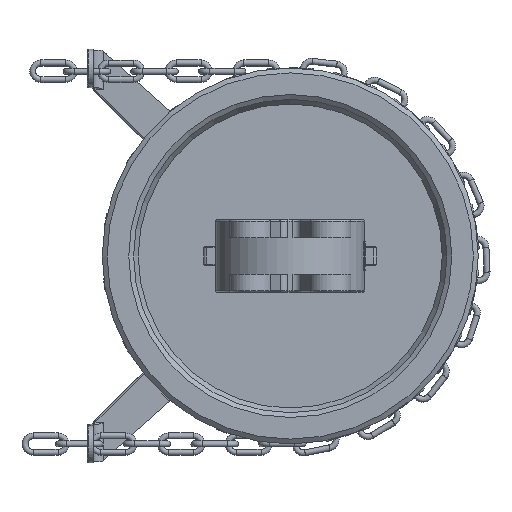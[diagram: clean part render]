
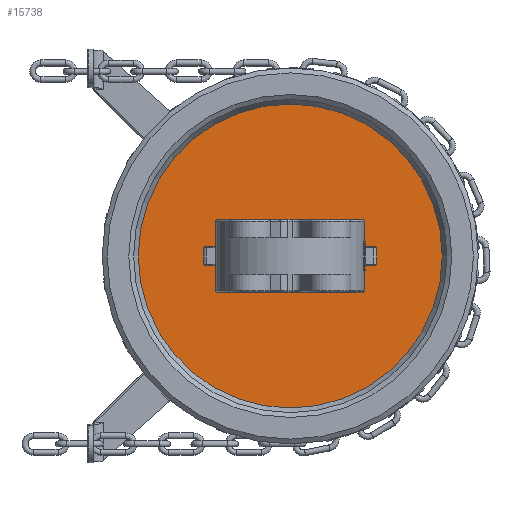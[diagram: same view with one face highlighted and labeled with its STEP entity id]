
A CAD part, front view. The second image highlights one B-rep face of the part: STEP entity #15738.
In plain terms, the highlighted planar face has unit normal (0, -1, 0).
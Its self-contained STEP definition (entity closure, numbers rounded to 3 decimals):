
#1149=FACE_BOUND('',#2968,.T.);
#1397=PLANE('',#17389);
#2055=FACE_OUTER_BOUND('',#2967,.T.);
#2967=EDGE_LOOP('',(#12560));
#2968=EDGE_LOOP('',(#12561));
#5465=CIRCLE('',#17390,101.063);
#5466=CIRCLE('',#17391,18.898);
#6790=VERTEX_POINT('',#27864);
#6791=VERTEX_POINT('',#27866);
#8824=EDGE_CURVE('',#6790,#6790,#5465,.T.);
#8825=EDGE_CURVE('',#6791,#6791,#5466,.T.);
#12560=ORIENTED_EDGE('',*,*,#8824,.T.);
#12561=ORIENTED_EDGE('',*,*,#8825,.F.);
#15738=ADVANCED_FACE('',(#2055,#1149),#1397,.F.);
#17389=AXIS2_PLACEMENT_3D('',#27863,#21188,#21189);
#17390=AXIS2_PLACEMENT_3D('',#27865,#21190,#21191);
#17391=AXIS2_PLACEMENT_3D('',#27867,#21192,#21193);
#21188=DIRECTION('center_axis',(0.,1.,0.));
#21189=DIRECTION('ref_axis',(0.,0.,1.));
#21190=DIRECTION('center_axis',(0.,-1.,0.));
#21191=DIRECTION('ref_axis',(1.,0.,0.));
#21192=DIRECTION('center_axis',(0.,-1.,0.));
#21193=DIRECTION('ref_axis',(1.,0.,0.));
#27863=CARTESIAN_POINT('Origin',(0.,5.023,-101.063));
#27864=CARTESIAN_POINT('',(0.,5.023,101.063));
#27865=CARTESIAN_POINT('Origin',(0.,5.023,0.));
#27866=CARTESIAN_POINT('',(0.,5.023,18.898));
#27867=CARTESIAN_POINT('Origin',(0.,5.023,0.));
